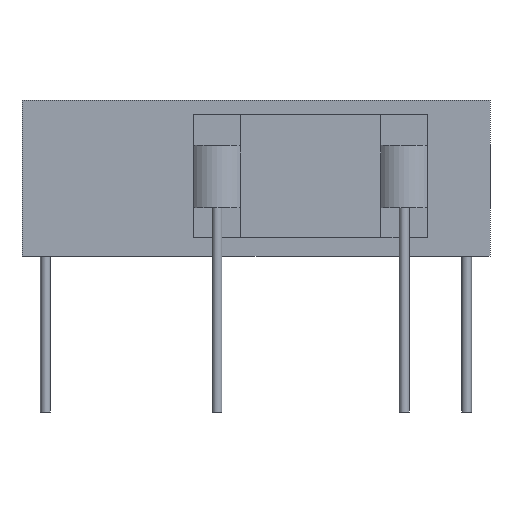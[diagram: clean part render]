
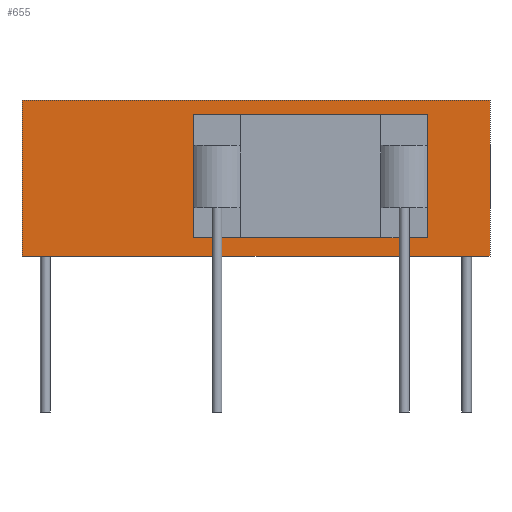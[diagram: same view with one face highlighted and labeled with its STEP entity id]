
A CAD part, front view. The second image highlights one B-rep face of the part: STEP entity #655.
In plain terms, the highlighted planar face has unit normal (0, -1, 0).
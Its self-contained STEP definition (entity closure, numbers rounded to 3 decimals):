
#13=FACE_BOUND('',#245,.T.);
#65=LINE('',#1040,#133);
#68=LINE('',#1045,#136);
#70=LINE('',#1049,#138);
#72=LINE('',#1052,#140);
#73=LINE('',#1056,#141);
#76=LINE('',#1061,#144);
#78=LINE('',#1065,#146);
#80=LINE('',#1068,#148);
#133=VECTOR('',#833,10.);
#136=VECTOR('',#838,10.);
#138=VECTOR('',#842,10.);
#140=VECTOR('',#846,10.);
#141=VECTOR('',#849,10.);
#144=VECTOR('',#854,10.);
#146=VECTOR('',#858,10.);
#148=VECTOR('',#862,10.);
#197=FACE_OUTER_BOUND('',#244,.T.);
#244=EDGE_LOOP('',(#521,#522,#523,#524));
#245=EDGE_LOOP('',(#525,#526,#527,#528));
#313=VERTEX_POINT('',#1038);
#314=VERTEX_POINT('',#1039);
#315=VERTEX_POINT('',#1044);
#316=VERTEX_POINT('',#1048);
#317=VERTEX_POINT('',#1054);
#318=VERTEX_POINT('',#1055);
#319=VERTEX_POINT('',#1060);
#320=VERTEX_POINT('',#1064);
#378=EDGE_CURVE('',#313,#314,#65,.T.);
#381=EDGE_CURVE('',#314,#315,#68,.T.);
#383=EDGE_CURVE('',#315,#316,#70,.T.);
#385=EDGE_CURVE('',#316,#313,#72,.T.);
#386=EDGE_CURVE('',#317,#318,#73,.T.);
#389=EDGE_CURVE('',#318,#319,#76,.T.);
#391=EDGE_CURVE('',#319,#320,#78,.T.);
#393=EDGE_CURVE('',#320,#317,#80,.T.);
#521=ORIENTED_EDGE('',*,*,#393,.T.);
#522=ORIENTED_EDGE('',*,*,#386,.T.);
#523=ORIENTED_EDGE('',*,*,#389,.T.);
#524=ORIENTED_EDGE('',*,*,#391,.T.);
#525=ORIENTED_EDGE('',*,*,#378,.T.);
#526=ORIENTED_EDGE('',*,*,#381,.T.);
#527=ORIENTED_EDGE('',*,*,#383,.T.);
#528=ORIENTED_EDGE('',*,*,#385,.T.);
#615=PLANE('',#726);
#655=ADVANCED_FACE('',(#197,#13),#615,.F.);
#726=AXIS2_PLACEMENT_3D('',#1069,#863,#864);
#833=DIRECTION('',(1.,0.,0.));
#838=DIRECTION('',(0.,0.,-1.));
#842=DIRECTION('',(-1.,0.,0.));
#846=DIRECTION('',(0.,0.,1.));
#849=DIRECTION('',(0.,0.,-1.));
#854=DIRECTION('',(1.,0.,0.));
#858=DIRECTION('',(0.,0.,1.));
#862=DIRECTION('',(-1.,0.,0.));
#863=DIRECTION('center_axis',(0.,1.,0.));
#864=DIRECTION('ref_axis',(1.,0.,0.));
#1038=CARTESIAN_POINT('',(12.065,0.,11.5));
#1039=CARTESIAN_POINT('',(31.115,0.,11.5));
#1040=CARTESIAN_POINT('',(24.13,0.,11.5));
#1044=CARTESIAN_POINT('',(31.115,0.,1.5));
#1045=CARTESIAN_POINT('',(31.115,0.,3.925));
#1048=CARTESIAN_POINT('',(12.065,0.,1.5));
#1049=CARTESIAN_POINT('',(14.605,0.,1.5));
#1052=CARTESIAN_POINT('',(12.065,0.,8.925));
#1054=CARTESIAN_POINT('',(-1.905,0.,12.7));
#1055=CARTESIAN_POINT('',(-1.905,0.,0.));
#1056=CARTESIAN_POINT('',(-1.905,0.,12.7));
#1060=CARTESIAN_POINT('',(36.195,0.,0.));
#1061=CARTESIAN_POINT('',(-1.905,0.,0.));
#1064=CARTESIAN_POINT('',(36.195,0.,12.7));
#1065=CARTESIAN_POINT('',(36.195,0.,0.));
#1068=CARTESIAN_POINT('',(36.195,0.,12.7));
#1069=CARTESIAN_POINT('Origin',(17.145,0.,6.35));
